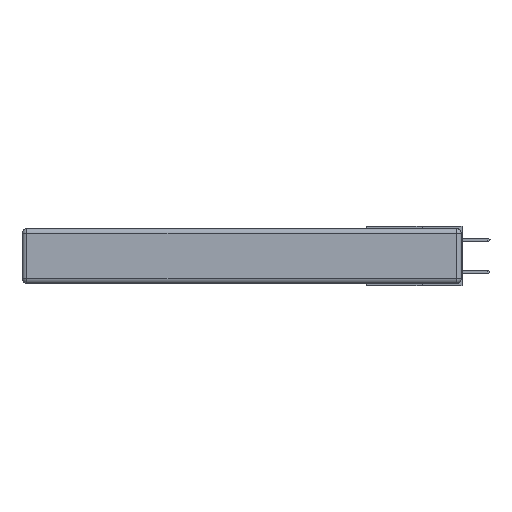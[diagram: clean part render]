
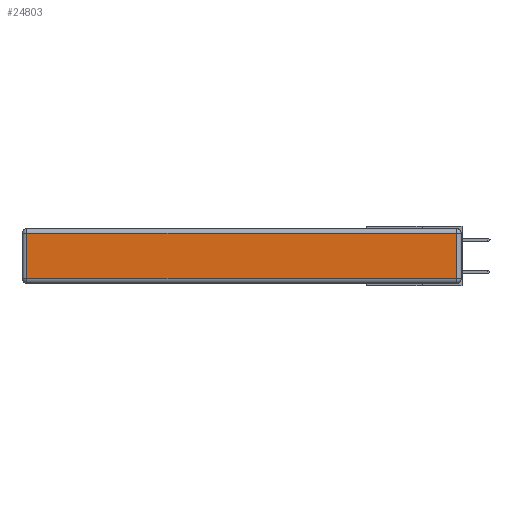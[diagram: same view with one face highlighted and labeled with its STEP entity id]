
A CAD part, left-side view. The second image highlights one B-rep face of the part: STEP entity #24803.
In plain terms, the highlighted planar face has unit normal (-1, 0, 0).
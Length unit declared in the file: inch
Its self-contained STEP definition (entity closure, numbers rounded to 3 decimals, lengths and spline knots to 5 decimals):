
#728 = DIRECTION ( 'NONE',  ( 0., 0., 1. ) ) ;
#924 = PLANE ( 'NONE',  #9590 ) ;
#2106 = DIRECTION ( 'NONE',  ( 0., -1., 0. ) ) ;
#2582 = ORIENTED_EDGE ( 'NONE', *, *, #22535, .T. ) ;
#3512 = EDGE_CURVE ( 'NONE', #18524, #19764, #19465, .T. ) ;
#5658 = VERTEX_POINT ( 'NONE', #15328 ) ;
#5733 = CARTESIAN_POINT ( 'NONE',  ( 0., 2.72, -0.03 ) ) ;
#6385 = FACE_OUTER_BOUND ( 'NONE', #25054, .T. ) ;
#7519 = ORIENTED_EDGE ( 'NONE', *, *, #3512, .T. ) ;
#7727 = ORIENTED_EDGE ( 'NONE', *, *, #9473, .T. ) ;
#8248 = VERTEX_POINT ( 'NONE', #13028 ) ;
#9473 = EDGE_CURVE ( 'NONE', #19764, #5658, #20805, .T. ) ;
#9590 = AXIS2_PLACEMENT_3D ( 'NONE', #18698, #9598, #728 ) ;
#9598 = DIRECTION ( 'NONE',  ( -1., 0., 0. ) ) ;
#10628 = CARTESIAN_POINT ( 'NONE',  ( 0., 2.72, -0.343 ) ) ;
#11019 = VECTOR ( 'NONE', #2106, 39.37008 ) ;
#11564 = LINE ( 'NONE', #21112, #25567 ) ;
#12904 = VECTOR ( 'NONE', #26649, 39.37008 ) ;
#12909 = CARTESIAN_POINT ( 'NONE',  ( 0., 2.72, -0.313 ) ) ;
#13028 = CARTESIAN_POINT ( 'NONE',  ( 0., 0.03, -0.03 ) ) ;
#14045 = EDGE_CURVE ( 'NONE', #5658, #8248, #11564, .T. ) ;
#15149 = DIRECTION ( 'NONE',  ( 0., 0., -1. ) ) ;
#15328 = CARTESIAN_POINT ( 'NONE',  ( 0., 0.03, -0.313 ) ) ;
#17950 = ORIENTED_EDGE ( 'NONE', *, *, #14045, .T. ) ;
#18524 = VERTEX_POINT ( 'NONE', #5733 ) ;
#18698 = CARTESIAN_POINT ( 'NONE',  ( 0., 0., -0.343 ) ) ;
#18977 = DIRECTION ( 'NONE',  ( 0., 0., 1. ) ) ;
#19121 = VECTOR ( 'NONE', #15149, 39.37008 ) ;
#19465 = LINE ( 'NONE', #10628, #19121 ) ;
#19764 = VERTEX_POINT ( 'NONE', #12909 ) ;
#20805 = LINE ( 'NONE', #24305, #11019 ) ;
#21112 = CARTESIAN_POINT ( 'NONE',  ( 0., 0.03, -0.343 ) ) ;
#21849 = CARTESIAN_POINT ( 'NONE',  ( 0., 2.75, -0.03 ) ) ;
#22535 = EDGE_CURVE ( 'NONE', #8248, #18524, #24783, .T. ) ;
#24305 = CARTESIAN_POINT ( 'NONE',  ( 0., 0., -0.313 ) ) ;
#24783 = LINE ( 'NONE', #21849, #12904 ) ;
#24803 = ADVANCED_FACE ( 'NONE', ( #6385 ), #924, .T. ) ;
#25054 = EDGE_LOOP ( 'NONE', ( #7727, #17950, #2582, #7519 ) ) ;
#25567 = VECTOR ( 'NONE', #18977, 39.37008 ) ;
#26649 = DIRECTION ( 'NONE',  ( 0., 1., 0. ) ) ;
